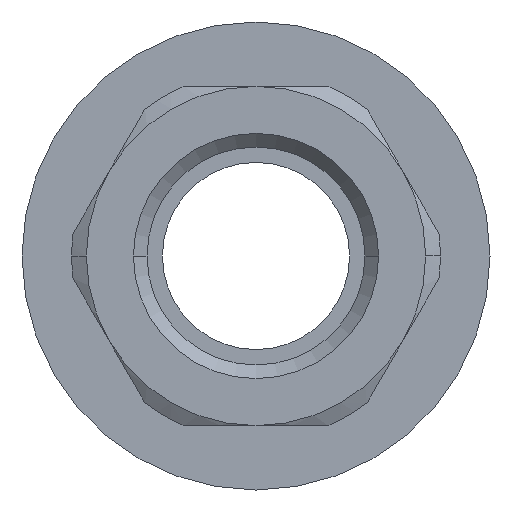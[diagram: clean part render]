
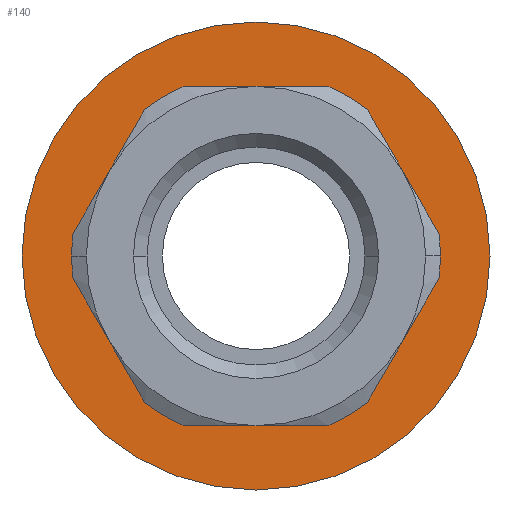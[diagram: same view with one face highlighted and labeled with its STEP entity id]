
A CAD part, front view. The second image highlights one B-rep face of the part: STEP entity #140.
In plain terms, the highlighted planar face has unit normal (0, -1, 0).
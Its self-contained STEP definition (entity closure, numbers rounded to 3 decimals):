
#140=ADVANCED_FACE('',(#347,#348),#349,.T.);
#347=FACE_BOUND('',#581,.T.);
#348=FACE_OUTER_BOUND('',#582,.T.);
#349=PLANE('',#583);
#581=EDGE_LOOP('',(#1295,#1296));
#582=EDGE_LOOP('',(#1297,#1298));
#583=AXIS2_PLACEMENT_3D('',#1299,#1300,#1301);
#1295=ORIENTED_EDGE('',*,*,#1687,.T.);
#1296=ORIENTED_EDGE('',*,*,#1702,.T.);
#1297=ORIENTED_EDGE('',*,*,#1717,.T.);
#1298=ORIENTED_EDGE('',*,*,#1681,.T.);
#1299=CARTESIAN_POINT('',(0.0,19.3,0.0));
#1300=DIRECTION('',(0.0,-1.0,0.0));
#1301=DIRECTION('',(-1.0,0.0,0.0));
#1681=EDGE_CURVE('',#2061,#2058,#2062,.T.);
#1687=EDGE_CURVE('',#2067,#2071,#2073,.T.);
#1702=EDGE_CURVE('',#2071,#2067,#2096,.T.);
#1717=EDGE_CURVE('',#2058,#2061,#2121,.T.);
#2058=VERTEX_POINT('',#2846);
#2061=VERTEX_POINT('',#2850);
#2062=CIRCLE('',#2851,20.0);
#2067=VERTEX_POINT('',#2857);
#2071=VERTEX_POINT('',#2862);
#2073=CIRCLE('',#2865,13.75);
#2096=CIRCLE('',#2894,13.75);
#2121=CIRCLE('',#2925,20.0);
#2846=CARTESIAN_POINT('',(20.0,19.3,0.0));
#2850=CARTESIAN_POINT('',(-20.0,19.3,0.));
#2851=AXIS2_PLACEMENT_3D('',#3578,#3579,#3580);
#2857=CARTESIAN_POINT('',(13.75,19.3,0.0));
#2862=CARTESIAN_POINT('',(-13.75,19.3,0.));
#2865=AXIS2_PLACEMENT_3D('',#3590,#3591,#3592);
#2894=AXIS2_PLACEMENT_3D('',#3623,#3624,#3625);
#2925=AXIS2_PLACEMENT_3D('',#3656,#3657,#3658);
#3578=CARTESIAN_POINT('',(0.0,19.3,0.0));
#3579=DIRECTION('',(0.0,-1.0,0.0));
#3580=DIRECTION('',(1.0,0.0,0.0));
#3590=CARTESIAN_POINT('',(0.0,19.3,0.0));
#3591=DIRECTION('',(-0.0,1.0,0.0));
#3592=DIRECTION('',(1.0,0.0,0.0));
#3623=CARTESIAN_POINT('',(0.0,19.3,0.0));
#3624=DIRECTION('',(-0.0,1.0,0.0));
#3625=DIRECTION('',(1.0,0.0,0.0));
#3656=CARTESIAN_POINT('',(0.0,19.3,0.0));
#3657=DIRECTION('',(0.0,-1.0,0.0));
#3658=DIRECTION('',(1.0,0.0,0.0));
